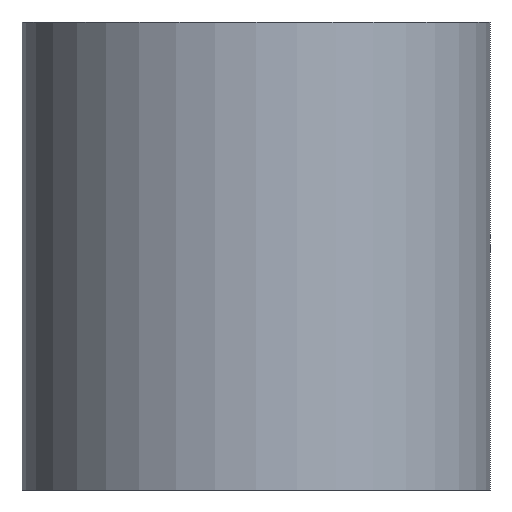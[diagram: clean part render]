
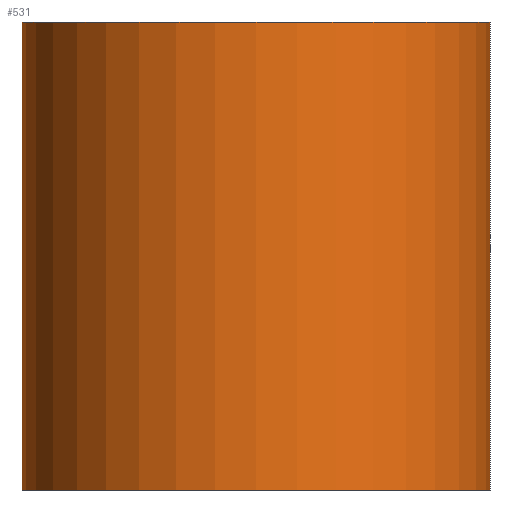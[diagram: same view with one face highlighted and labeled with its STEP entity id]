
A CAD part, left-side view. The second image highlights one B-rep face of the part: STEP entity #531.
In plain terms, the highlighted cylindrical face has radius 3 mm (diameter 6 mm), a partial arc.
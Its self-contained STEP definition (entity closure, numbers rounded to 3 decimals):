
#45=CYLINDRICAL_SURFACE('',#585,3.);
#81=FACE_OUTER_BOUND('',#116,.T.);
#116=EDGE_LOOP('',(#481,#482,#483,#484));
#131=CIRCLE('',#552,3.);
#147=CIRCLE('',#586,3.);
#165=LINE('',#964,#205);
#186=LINE('',#1056,#226);
#205=VECTOR('',#652,6.);
#226=VECTOR('',#731,6.);
#253=VERTEX_POINT('',#948);
#254=VERTEX_POINT('',#950);
#258=VERTEX_POINT('',#963);
#278=VERTEX_POINT('',#1054);
#310=EDGE_CURVE('',#253,#254,#131,.T.);
#316=EDGE_CURVE('',#258,#254,#165,.T.);
#351=EDGE_CURVE('',#258,#278,#147,.T.);
#352=EDGE_CURVE('',#278,#253,#186,.T.);
#481=ORIENTED_EDGE('',*,*,#351,.F.);
#482=ORIENTED_EDGE('',*,*,#316,.T.);
#483=ORIENTED_EDGE('',*,*,#310,.F.);
#484=ORIENTED_EDGE('',*,*,#352,.F.);
#531=ADVANCED_FACE('',(#81),#45,.T.);
#552=AXIS2_PLACEMENT_3D('',#951,#637,#638);
#585=AXIS2_PLACEMENT_3D('',#1053,#727,#728);
#586=AXIS2_PLACEMENT_3D('',#1055,#729,#730);
#637=DIRECTION('center_axis',(0.,0.,1.));
#638=DIRECTION('ref_axis',(0.,-1.,0.));
#652=DIRECTION('',(0.,0.,1.));
#727=DIRECTION('center_axis',(0.,0.,1.));
#728=DIRECTION('ref_axis',(0.,-1.,0.));
#729=DIRECTION('center_axis',(0.,0.,-1.));
#730=DIRECTION('ref_axis',(0.,-1.,0.));
#731=DIRECTION('',(0.,0.,1.));
#948=CARTESIAN_POINT('',(-4.65,3.,6.));
#950=CARTESIAN_POINT('',(-4.65,-3.,6.));
#951=CARTESIAN_POINT('Origin',(-4.65,0.,6.));
#963=CARTESIAN_POINT('',(-4.65,-3.,0.));
#964=CARTESIAN_POINT('',(-4.65,-3.,0.));
#1053=CARTESIAN_POINT('Origin',(-4.65,0.,0.));
#1054=CARTESIAN_POINT('',(-4.65,3.,0.));
#1055=CARTESIAN_POINT('Origin',(-4.65,0.,0.));
#1056=CARTESIAN_POINT('',(-4.65,3.,0.));
